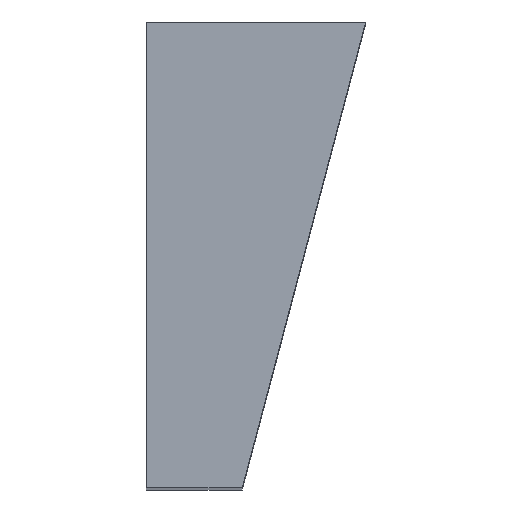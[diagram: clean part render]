
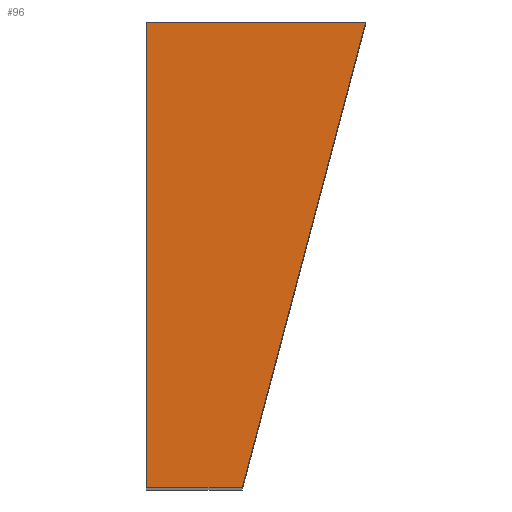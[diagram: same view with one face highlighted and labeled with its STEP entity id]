
A CAD part, top view. The second image highlights one B-rep face of the part: STEP entity #96.
In plain terms, the highlighted planar face has unit normal (0, 0, 1).
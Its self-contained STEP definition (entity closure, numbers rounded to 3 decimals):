
#96=ADVANCED_FACE('',(#197),#198,.T.);
#197=FACE_OUTER_BOUND('',#292,.T.);
#198=PLANE('',#293);
#292=EDGE_LOOP('',(#511,#512,#513,#514));
#293=AXIS2_PLACEMENT_3D('',#515,#516,#517);
#511=ORIENTED_EDGE('',*,*,#616,.F.);
#512=ORIENTED_EDGE('',*,*,#619,.F.);
#513=ORIENTED_EDGE('',*,*,#552,.F.);
#514=ORIENTED_EDGE('',*,*,#569,.F.);
#515=CARTESIAN_POINT('',(6.043,7.66,82.5));
#516=DIRECTION('',(0.0,0.0,1.0));
#517=DIRECTION('',(1.0,0.0,0.0));
#552=EDGE_CURVE('',#656,#657,#658,.T.);
#569=EDGE_CURVE('',#682,#656,#683,.T.);
#616=EDGE_CURVE('',#749,#682,#750,.T.);
#619=EDGE_CURVE('',#657,#749,#753,.T.);
#656=VERTEX_POINT('',#796);
#657=VERTEX_POINT('',#797);
#658=LINE('',#798,#799);
#682=VERTEX_POINT('',#829);
#683=LINE('',#830,#831);
#749=VERTEX_POINT('',#912);
#750=LINE('',#913,#914);
#753=LINE('',#918,#919);
#796=CARTESIAN_POINT('',(0.0,-11.0,82.5));
#797=CARTESIAN_POINT('',(0.0,23.0,82.5));
#798=CARTESIAN_POINT('',(0.0,23.0,82.5));
#799=VECTOR('',#957,1.0);
#829=CARTESIAN_POINT('',(7.,-11.0,82.5));
#830=CARTESIAN_POINT('',(0.0,-11.0,82.5));
#831=VECTOR('',#979,1.0);
#912=CARTESIAN_POINT('',(16.0,23.0,82.5));
#913=CARTESIAN_POINT('',(7.,-11.0,82.5));
#914=VECTOR('',#1049,1.0);
#918=CARTESIAN_POINT('',(0.0,23.0,82.5));
#919=VECTOR('',#1051,1.0);
#957=DIRECTION('',(0.0,1.0,0.0));
#979=DIRECTION('',(-1.0,-0.0,-0.0));
#1049=DIRECTION('',(-0.256,-0.967,-0.0));
#1051=DIRECTION('',(1.0,0.0,0.0));
